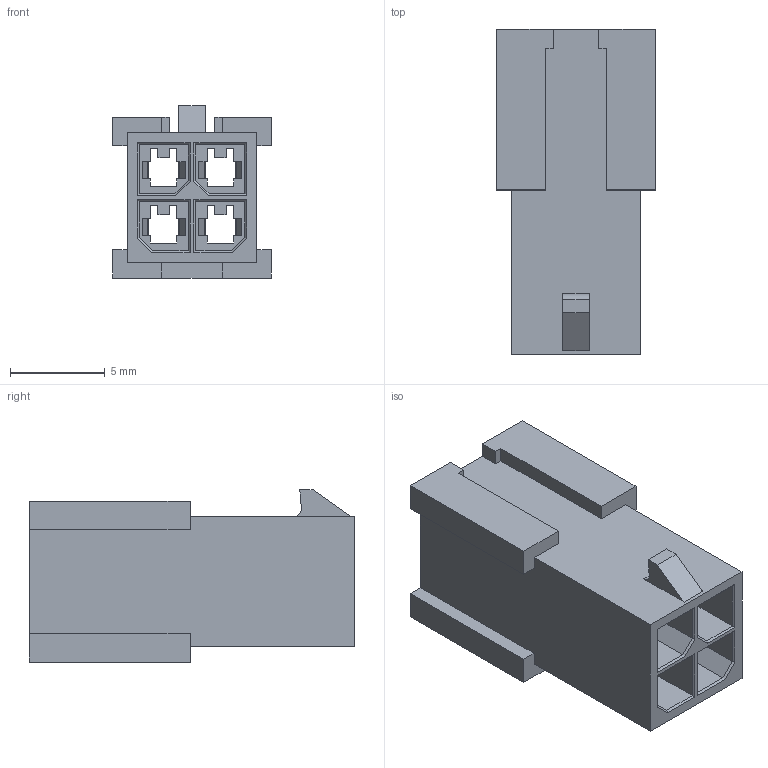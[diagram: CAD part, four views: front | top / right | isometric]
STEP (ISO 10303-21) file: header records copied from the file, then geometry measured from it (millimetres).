
FILE_DESCRIPTION((''),'2;1');
FILE_NAME('FHG30005-D04F2BKB','2024-09-11T',('工程三'),(''),'PRO/ENGINEER BY PARAMETRIC TECHNOLOGY CORPORATION, 2010280','PRO/ENGINEER BY PARAMETRIC TECHNOLOGY CORPORATION, 2010280','');
FILE_SCHEMA(('CONFIG_CONTROL_DESIGN'));
Length unit declared in the file: millimetre
Products named in the file (1): FHG30005-D04F2BKB
Bounding box: 8.4 x 17.2 x 9.1 mm (x, y, z)
Volume: 502.7 mm3; surface area: 1346.2 mm2
Topology: 1 solids, 1 shells, 192 faces, 515 edges, 334 vertices
Faces by surface type: plane 183, cylinder 9
Entity records: 5907 total; most frequent: CARTESIAN_POINT 1041, ORIENTED_EDGE 1030, DIRECTION 917, EDGE_CURVE 515, VECTOR 497, LINE 497, VERTEX_POINT 334, AXIS2_PLACEMENT_3D 210
